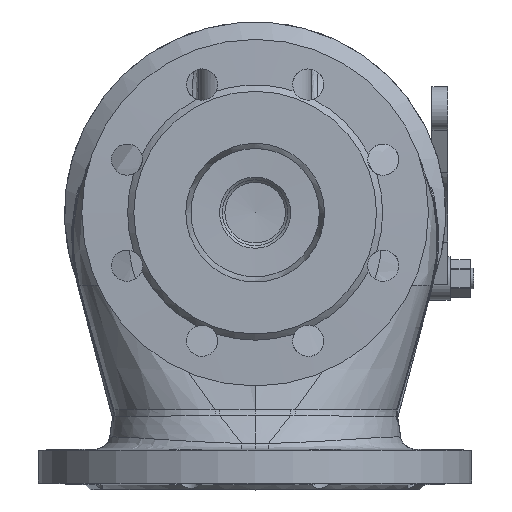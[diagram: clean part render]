
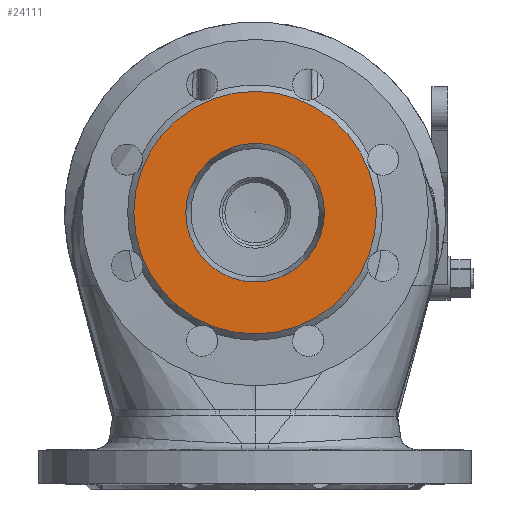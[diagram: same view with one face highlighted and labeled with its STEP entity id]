
A CAD part, front view. The second image highlights one B-rep face of the part: STEP entity #24111.
In plain terms, the highlighted planar face has unit normal (0, -1, 0).
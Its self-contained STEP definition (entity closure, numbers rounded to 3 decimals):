
#273=FACE_BOUND('',#3229,.T.);
#530=PLANE('',#25653);
#1825=FACE_OUTER_BOUND('',#3228,.T.);
#3228=EDGE_LOOP('',(#17492));
#3229=EDGE_LOOP('',(#17493));
#9845=CIRCLE('',#25652,40.);
#9846=CIRCLE('',#25654,70.);
#10692=VERTEX_POINT('',#60935);
#10693=VERTEX_POINT('',#60939);
#13285=EDGE_CURVE('',#10692,#10692,#9845,.T.);
#13286=EDGE_CURVE('',#10693,#10693,#9846,.T.);
#17492=ORIENTED_EDGE('',*,*,#13286,.T.);
#17493=ORIENTED_EDGE('',*,*,#13285,.T.);
#24111=ADVANCED_FACE('',(#1825,#273),#530,.T.);
#25652=AXIS2_PLACEMENT_3D('',#60937,#27870,#27871);
#25653=AXIS2_PLACEMENT_3D('',#60938,#27872,#27873);
#25654=AXIS2_PLACEMENT_3D('',#60940,#27874,#27875);
#27870=DIRECTION('center_axis',(0.,1.,0.));
#27871=DIRECTION('ref_axis',(0.,0.,-1.));
#27872=DIRECTION('center_axis',(0.,-1.,0.));
#27873=DIRECTION('ref_axis',(0.,0.,1.));
#27874=DIRECTION('center_axis',(0.,-1.,0.));
#27875=DIRECTION('ref_axis',(0.,0.,-1.));
#60935=CARTESIAN_POINT('',(0.,-195.,-40.));
#60937=CARTESIAN_POINT('Origin',(0.,-195.,0.));
#60938=CARTESIAN_POINT('Origin',(0.,-195.,0.));
#60939=CARTESIAN_POINT('',(0.,-195.,70.));
#60940=CARTESIAN_POINT('Origin',(0.,-195.,0.));
